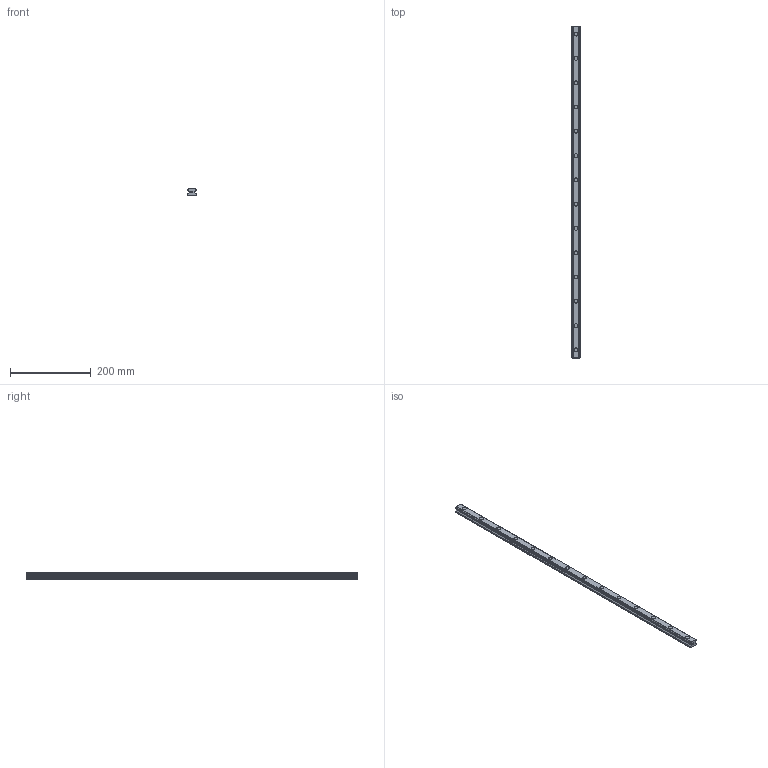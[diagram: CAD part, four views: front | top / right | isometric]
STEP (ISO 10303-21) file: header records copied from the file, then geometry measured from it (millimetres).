
FILE_DESCRIPTION(('STEP AP214'),'1');
FILE_NAME('cctmp_B8C8BF03-AAF9-47F4-A933-394B8A288111_2020_5_18_12_10_35_861..stp','2020-05-18T10:10:36',('HIWIN GmbH'),('CADClick - www.CADClick.com'),'Spatial InterOp 3D',' ','unknown authorization');
FILE_SCHEMA(('AUTOMOTIVE_DESIGN'));
Length unit declared in the file: millimetre
Products named in the file (1): HGR20R820H_FILE
Bounding box: 20 x 820 x 17.5 mm (x, y, z)
Volume: 234165 mm3; surface area: 70128.7 mm2
Topology: 1 solids, 1 shells, 233 faces, 555 edges, 370 vertices
Faces by surface type: plane 127, cylinder 106
Entity records: 8689 total; most frequent: DIRECTION 1235, CARTESIAN_POINT 1159, ORIENTED_EDGE 1110, EDGE_CURVE 555, AXIS2_PLACEMENT_3D 446, VERTEX_POINT 370, LINE 343, VECTOR 343
